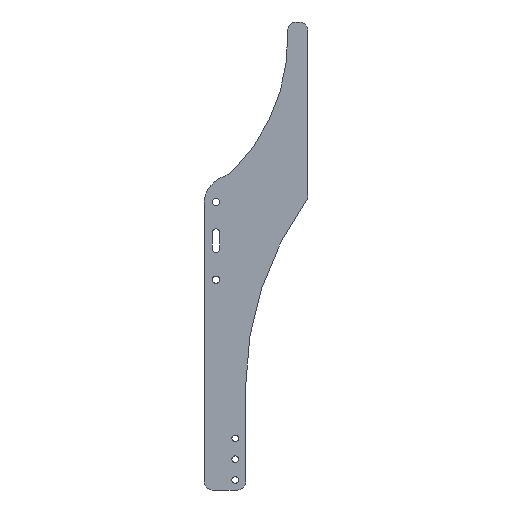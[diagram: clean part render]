
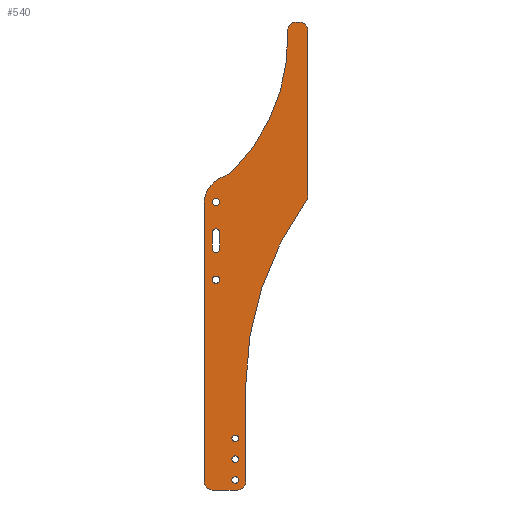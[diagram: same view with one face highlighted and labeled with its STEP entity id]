
A CAD part, left-side view. The second image highlights one B-rep face of the part: STEP entity #540.
In plain terms, the highlighted planar face has unit normal (-1, 0, 0).
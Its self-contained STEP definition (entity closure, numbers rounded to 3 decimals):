
#30=FACE_BOUND('',#81,.T.);
#31=FACE_BOUND('',#82,.T.);
#32=FACE_BOUND('',#83,.T.);
#33=FACE_BOUND('',#84,.T.);
#34=FACE_BOUND('',#85,.T.);
#35=FACE_BOUND('',#86,.T.);
#42=PLANE('',#593);
#52=FACE_OUTER_BOUND('',#80,.T.);
#80=EDGE_LOOP('',(#371,#372,#373,#374,#375,#376,#377,#378,#379,#380,#381,
#382,#383,#384));
#81=EDGE_LOOP('',(#385));
#82=EDGE_LOOP('',(#386,#387,#388,#389));
#83=EDGE_LOOP('',(#390));
#84=EDGE_LOOP('',(#391));
#85=EDGE_LOOP('',(#392));
#86=EDGE_LOOP('',(#393));
#121=LINE('',#842,#161);
#122=LINE('',#846,#162);
#123=LINE('',#852,#163);
#124=LINE('',#856,#164);
#125=LINE('',#865,#165);
#126=LINE('',#872,#166);
#127=LINE('',#875,#167);
#161=VECTOR('',#668,10.);
#162=VECTOR('',#671,10.);
#163=VECTOR('',#676,10.);
#164=VECTOR('',#679,10.);
#165=VECTOR('',#688,10.);
#166=VECTOR('',#693,10.);
#167=VECTOR('',#696,10.);
#199=CIRCLE('',#591,4.);
#201=CIRCLE('',#594,4.);
#202=CIRCLE('',#595,154.25);
#203=CIRCLE('',#596,4.);
#204=CIRCLE('',#597,4.);
#205=CIRCLE('',#598,4.);
#206=CIRCLE('',#599,90.409);
#207=CIRCLE('',#600,14.);
#208=CIRCLE('',#601,14.);
#209=CIRCLE('',#602,1.75);
#210=CIRCLE('',#603,1.75);
#211=CIRCLE('',#604,1.75);
#212=CIRCLE('',#605,1.75);
#213=CIRCLE('',#606,1.6);
#214=CIRCLE('',#607,1.6);
#215=CIRCLE('',#608,1.6);
#237=VERTEX_POINT('',#832);
#238=VERTEX_POINT('',#833);
#241=VERTEX_POINT('',#841);
#242=VERTEX_POINT('',#843);
#243=VERTEX_POINT('',#845);
#244=VERTEX_POINT('',#847);
#245=VERTEX_POINT('',#849);
#246=VERTEX_POINT('',#851);
#247=VERTEX_POINT('',#853);
#248=VERTEX_POINT('',#855);
#249=VERTEX_POINT('',#857);
#250=VERTEX_POINT('',#859);
#251=VERTEX_POINT('',#861);
#252=VERTEX_POINT('',#863);
#253=VERTEX_POINT('',#866);
#254=VERTEX_POINT('',#868);
#255=VERTEX_POINT('',#869);
#256=VERTEX_POINT('',#871);
#257=VERTEX_POINT('',#873);
#258=VERTEX_POINT('',#876);
#259=VERTEX_POINT('',#878);
#260=VERTEX_POINT('',#880);
#261=VERTEX_POINT('',#882);
#289=EDGE_CURVE('',#237,#238,#199,.T.);
#293=EDGE_CURVE('',#241,#237,#121,.T.);
#294=EDGE_CURVE('',#242,#241,#201,.T.);
#295=EDGE_CURVE('',#243,#242,#122,.T.);
#296=EDGE_CURVE('',#243,#244,#202,.F.);
#297=EDGE_CURVE('',#245,#244,#203,.T.);
#298=EDGE_CURVE('',#246,#245,#123,.T.);
#299=EDGE_CURVE('',#247,#246,#204,.T.);
#300=EDGE_CURVE('',#248,#247,#124,.T.);
#301=EDGE_CURVE('',#249,#248,#205,.T.);
#302=EDGE_CURVE('',#249,#250,#206,.T.);
#303=EDGE_CURVE('',#251,#250,#207,.T.);
#304=EDGE_CURVE('',#252,#251,#208,.T.);
#305=EDGE_CURVE('',#238,#252,#125,.T.);
#306=EDGE_CURVE('',#253,#253,#209,.T.);
#307=EDGE_CURVE('',#254,#255,#210,.T.);
#308=EDGE_CURVE('',#255,#256,#126,.T.);
#309=EDGE_CURVE('',#256,#257,#211,.T.);
#310=EDGE_CURVE('',#257,#254,#127,.T.);
#311=EDGE_CURVE('',#258,#258,#212,.T.);
#312=EDGE_CURVE('',#259,#259,#213,.T.);
#313=EDGE_CURVE('',#260,#260,#214,.T.);
#314=EDGE_CURVE('',#261,#261,#215,.T.);
#371=ORIENTED_EDGE('',*,*,#289,.F.);
#372=ORIENTED_EDGE('',*,*,#293,.F.);
#373=ORIENTED_EDGE('',*,*,#294,.F.);
#374=ORIENTED_EDGE('',*,*,#295,.F.);
#375=ORIENTED_EDGE('',*,*,#296,.T.);
#376=ORIENTED_EDGE('',*,*,#297,.F.);
#377=ORIENTED_EDGE('',*,*,#298,.F.);
#378=ORIENTED_EDGE('',*,*,#299,.F.);
#379=ORIENTED_EDGE('',*,*,#300,.F.);
#380=ORIENTED_EDGE('',*,*,#301,.F.);
#381=ORIENTED_EDGE('',*,*,#302,.T.);
#382=ORIENTED_EDGE('',*,*,#303,.F.);
#383=ORIENTED_EDGE('',*,*,#304,.F.);
#384=ORIENTED_EDGE('',*,*,#305,.F.);
#385=ORIENTED_EDGE('',*,*,#306,.T.);
#386=ORIENTED_EDGE('',*,*,#307,.T.);
#387=ORIENTED_EDGE('',*,*,#308,.T.);
#388=ORIENTED_EDGE('',*,*,#309,.T.);
#389=ORIENTED_EDGE('',*,*,#310,.T.);
#390=ORIENTED_EDGE('',*,*,#311,.T.);
#391=ORIENTED_EDGE('',*,*,#312,.T.);
#392=ORIENTED_EDGE('',*,*,#313,.T.);
#393=ORIENTED_EDGE('',*,*,#314,.T.);
#540=ADVANCED_FACE('',(#52,#30,#31,#32,#33,#34,#35),#42,.T.);
#591=AXIS2_PLACEMENT_3D('',#834,#660,#661);
#593=AXIS2_PLACEMENT_3D('',#840,#666,#667);
#594=AXIS2_PLACEMENT_3D('',#844,#669,#670);
#595=AXIS2_PLACEMENT_3D('',#848,#672,#673);
#596=AXIS2_PLACEMENT_3D('',#850,#674,#675);
#597=AXIS2_PLACEMENT_3D('',#854,#677,#678);
#598=AXIS2_PLACEMENT_3D('',#858,#680,#681);
#599=AXIS2_PLACEMENT_3D('',#860,#682,#683);
#600=AXIS2_PLACEMENT_3D('',#862,#684,#685);
#601=AXIS2_PLACEMENT_3D('',#864,#686,#687);
#602=AXIS2_PLACEMENT_3D('',#867,#689,#690);
#603=AXIS2_PLACEMENT_3D('',#870,#691,#692);
#604=AXIS2_PLACEMENT_3D('',#874,#694,#695);
#605=AXIS2_PLACEMENT_3D('',#877,#697,#698);
#606=AXIS2_PLACEMENT_3D('',#879,#699,#700);
#607=AXIS2_PLACEMENT_3D('',#881,#701,#702);
#608=AXIS2_PLACEMENT_3D('',#883,#703,#704);
#660=DIRECTION('center_axis',(1.,0.,0.));
#661=DIRECTION('ref_axis',(0.,0.707,-0.707));
#666=DIRECTION('center_axis',(-1.,0.,0.));
#667=DIRECTION('ref_axis',(0.,-1.,0.));
#668=DIRECTION('',(0.,1.,0.));
#669=DIRECTION('center_axis',(1.,0.,0.));
#670=DIRECTION('ref_axis',(0.,-0.707,-0.707));
#671=DIRECTION('',(0.,0.,-1.));
#672=DIRECTION('center_axis',(-1.,0.,0.));
#673=DIRECTION('ref_axis',(0.,0.805,0.593));
#674=DIRECTION('center_axis',(1.,0.,0.));
#675=DIRECTION('ref_axis',(0.,-0.951,-0.308));
#676=DIRECTION('',(0.,0.,-1.));
#677=DIRECTION('center_axis',(1.,0.,0.));
#678=DIRECTION('ref_axis',(0.,-0.707,0.707));
#679=DIRECTION('',(0.,-1.,0.));
#680=DIRECTION('center_axis',(1.,0.,0.));
#681=DIRECTION('ref_axis',(0.,0.721,0.693));
#682=DIRECTION('center_axis',(1.,0.,0.));
#683=DIRECTION('ref_axis',(0.,-0.664,-0.747));
#684=DIRECTION('center_axis',(-1.,0.,0.));
#685=DIRECTION('ref_axis',(0.,-0.387,-0.922));
#686=DIRECTION('center_axis',(1.,0.,0.));
#687=DIRECTION('ref_axis',(0.,-1.,0.));
#688=DIRECTION('',(0.,0.,1.));
#689=DIRECTION('center_axis',(1.,0.,0.));
#690=DIRECTION('ref_axis',(0.,0.,1.));
#691=DIRECTION('center_axis',(1.,0.,0.));
#692=DIRECTION('ref_axis',(0.,1.,0.));
#693=DIRECTION('',(0.,0.,1.));
#694=DIRECTION('center_axis',(1.,0.,0.));
#695=DIRECTION('ref_axis',(0.,-1.,0.));
#696=DIRECTION('',(0.,0.,-1.));
#697=DIRECTION('center_axis',(1.,0.,0.));
#698=DIRECTION('ref_axis',(0.,0.,1.));
#699=DIRECTION('center_axis',(1.,0.,0.));
#700=DIRECTION('ref_axis',(0.,0.,-1.));
#701=DIRECTION('center_axis',(1.,0.,0.));
#702=DIRECTION('ref_axis',(0.,0.,-1.));
#703=DIRECTION('center_axis',(1.,0.,0.));
#704=DIRECTION('ref_axis',(0.,0.,-1.));
#832=CARTESIAN_POINT('',(-4.,16.,-50.));
#833=CARTESIAN_POINT('',(-4.,20.,-46.));
#834=CARTESIAN_POINT('Origin',(-4.,16.,-46.));
#840=CARTESIAN_POINT('Origin',(-4.,10.,0.));
#841=CARTESIAN_POINT('',(-4.,4.,-50.));
#842=CARTESIAN_POINT('',(-4.,0.,-50.));
#843=CARTESIAN_POINT('',(-4.,0.,-46.));
#844=CARTESIAN_POINT('Origin',(-4.,4.,-46.));
#845=CARTESIAN_POINT('',(-4.,0.,0.));
#846=CARTESIAN_POINT('',(-4.,0.,0.));
#847=CARTESIAN_POINT('',(-4.,-29.242,89.289));
#848=CARTESIAN_POINT('Origin',(-4.,-154.246,-1.081));
#849=CARTESIAN_POINT('',(-4.,-30.,91.633));
#850=CARTESIAN_POINT('Origin',(-4.,-26.,91.633));
#851=CARTESIAN_POINT('',(-4.,-30.,171.329));
#852=CARTESIAN_POINT('',(-4.,-30.,160.329));
#853=CARTESIAN_POINT('',(-4.,-26.,175.329));
#854=CARTESIAN_POINT('Origin',(-4.,-26.,171.329));
#855=CARTESIAN_POINT('',(-4.,-24.259,175.329));
#856=CARTESIAN_POINT('',(-4.,0.,175.329));
#857=CARTESIAN_POINT('',(-4.,-20.262,171.17));
#858=CARTESIAN_POINT('Origin',(-4.,-24.259,171.329));
#859=CARTESIAN_POINT('',(-4.,5.599,104.186));
#860=CARTESIAN_POINT('Origin',(-4.,70.075,167.563));
#861=CARTESIAN_POINT('',(-4.,10.792,100.846));
#862=CARTESIAN_POINT('Origin',(-4.,15.583,114.));
#863=CARTESIAN_POINT('',(-4.,20.,87.691));
#864=CARTESIAN_POINT('Origin',(-4.,6.,87.691));
#865=CARTESIAN_POINT('',(-4.,20.,-50.));
#866=CARTESIAN_POINT('',(-4.,14.2,49.5));
#867=CARTESIAN_POINT('Origin',(-4.,14.2,51.25));
#868=CARTESIAN_POINT('',(-4.,12.45,65.95));
#869=CARTESIAN_POINT('',(-4.,15.95,65.95));
#870=CARTESIAN_POINT('Origin',(-4.,14.2,65.95));
#871=CARTESIAN_POINT('',(-4.,15.95,73.95));
#872=CARTESIAN_POINT('',(-4.,15.95,32.975));
#873=CARTESIAN_POINT('',(-4.,12.45,73.95));
#874=CARTESIAN_POINT('Origin',(-4.,14.2,73.95));
#875=CARTESIAN_POINT('',(-4.,12.45,36.975));
#876=CARTESIAN_POINT('',(-4.,14.2,86.9));
#877=CARTESIAN_POINT('Origin',(-4.,14.2,88.65));
#878=CARTESIAN_POINT('',(-4.,5.,-23.55));
#879=CARTESIAN_POINT('Origin',(-4.,5.,-25.15));
#880=CARTESIAN_POINT('',(-4.,5.,-33.575));
#881=CARTESIAN_POINT('Origin',(-4.,5.,-35.175));
#882=CARTESIAN_POINT('',(-4.,5.,-43.6));
#883=CARTESIAN_POINT('Origin',(-4.,5.,-45.2));
